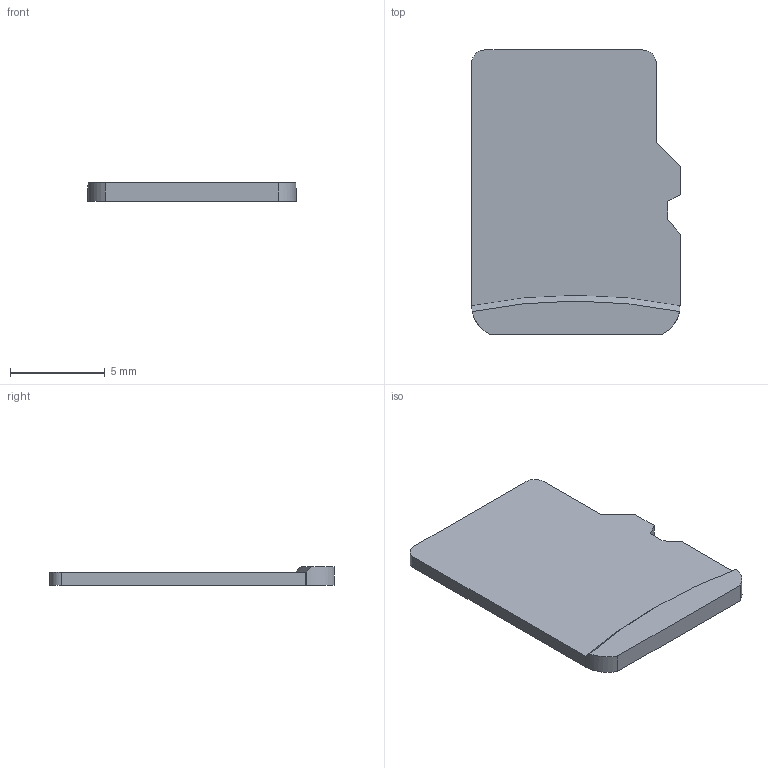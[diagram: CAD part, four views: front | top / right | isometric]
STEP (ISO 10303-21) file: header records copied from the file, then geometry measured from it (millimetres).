
FILE_DESCRIPTION (( 'STEP AP214' ), '1' );
FILE_NAME ('BABAF7BA-2A57-41BE-AC10-7AEFD035D8B4.STEP', '2008-03-14T00:47:10', ( 'sysAdmin' ), ( 'SolidWorks' ), 'SwSTEP 2.0', 'SolidWorks 2008', '' );
FILE_SCHEMA (( 'AUTOMOTIVE_DESIGN' ));
Length unit declared in the file: millimetre
Products named in the file (1): BABAF7BA-2A57-41BE-AC10-7AEFD035D8B4
Bounding box: 11.01 x 15 x 1 mm (x, y, z)
Volume: 114.6 mm3; surface area: 352.3 mm2
Topology: 1 solids, 1 shells, 19 faces, 49 edges, 32 vertices
Faces by surface type: plane 13, cylinder 5, cone 1
Entity records: 813 total; most frequent: CARTESIAN_POINT 110, ORIENTED_EDGE 98, DIRECTION 97, EDGE_CURVE 49, LINE 35, VECTOR 35, VERTEX_POINT 32, AXIS2_PLACEMENT_3D 31
